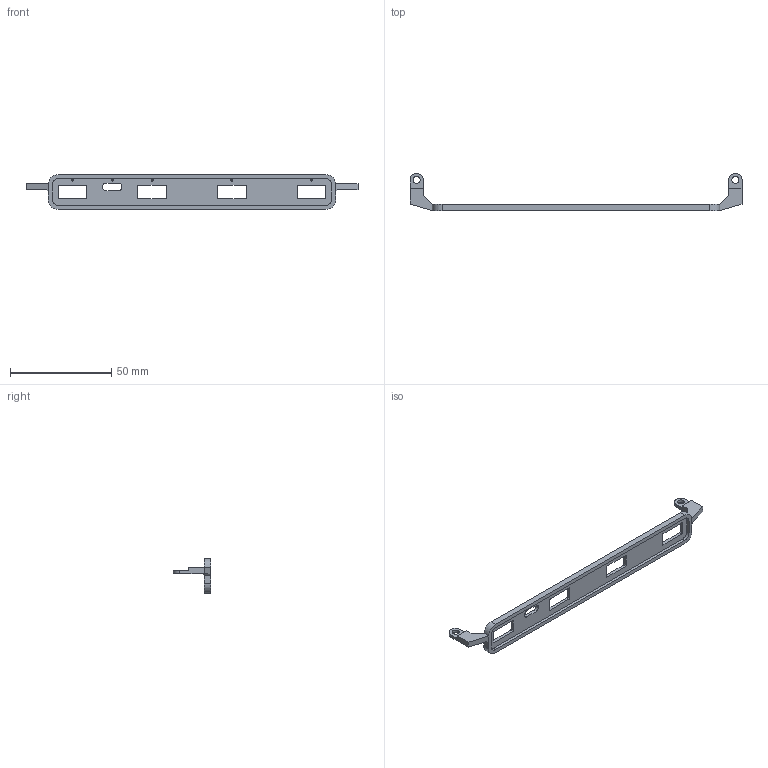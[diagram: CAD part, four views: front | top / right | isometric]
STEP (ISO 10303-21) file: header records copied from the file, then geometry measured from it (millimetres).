
FILE_DESCRIPTION(/* description */ (''),/* implementation_level */ '2;1');
FILE_NAME(/* name */ 'XM v1.2 - PLASTIC - FRONT support (v1.2D).step',/* time_stamp */ '2023-04-12T03:57:57+02:00',/* author */ (''),/* organization */ (''),/* preprocessor_version */ 'ST-DEVELOPER v19.2',/* originating_system */ 'Autodesk Translation Framework v12.4.0.73',/* authorisation */ '');
FILE_SCHEMA (('AUTOMOTIVE_DESIGN { 1 0 10303 214 3 1 1 }'));
Length unit declared in the file: millimetre
Products named in the file (5): XM v1.2D - COMBO; ENCLOSURE; SIDES; XM v1.2 - PLASTIC - FRONT support (v1.2D) v1; XM-PRO v1.2 - PLASTIC - FRONT support (v1.2, deprecated) v1
Assembly tree (4 placements, depth 5):
  XM v1.2D - COMBO
    ENCLOSURE
      SIDES
        XM v1.2 - PLASTIC - FRONT support (v1.2D) v1
          XM-PRO v1.2 - PLASTIC - FRONT support (v1.2, deprecated) v1
Bounding box: 164 x 18.54 x 17.22 mm (x, y, z)
Volume: 4797 mm3; surface area: 6557.2 mm2
Topology: 1 solids, 1 shells, 107 faces, 309 edges, 205 vertices
Faces by surface type: plane 65, cylinder 42
Full cylindrical faces by diameter (mm): 1 x1, 3.5 x2
Entity records: 3719 total; most frequent: CARTESIAN_POINT 630, DIRECTION 625, ORIENTED_EDGE 618, EDGE_CURVE 309, LINE 225, VECTOR 225, VERTEX_POINT 205, AXIS2_PLACEMENT_3D 200
